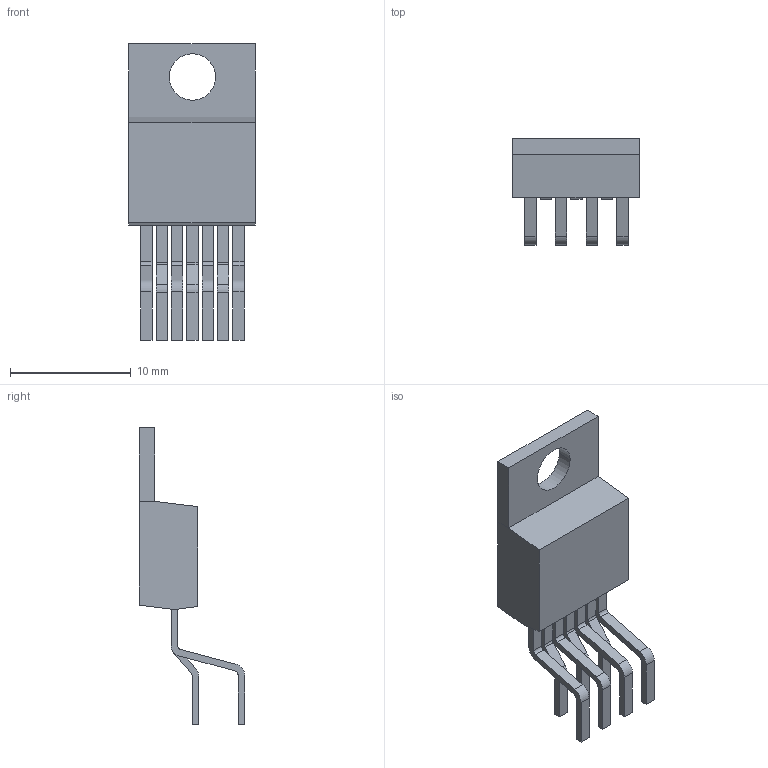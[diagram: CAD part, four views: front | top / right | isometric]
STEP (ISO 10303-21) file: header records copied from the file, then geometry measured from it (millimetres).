
FILE_DESCRIPTION((''),'2;1');
FILE_NAME('APEX_CX.stp','2014-07-01T12:26:05',(''),(''),'Mechanical Desktop 2011','Mechanical Desktop 2011',', , ');
FILE_SCHEMA(('AUTOMOTIVE_DESIGN { 1 2 10303 214 1 1 1 1 }'));
Length unit declared in the file: millimetre
Products named in the file (1): Product
Bounding box: 10.47 x 8.74 x 24.52 mm (x, y, z)
Volume: 546.2 mm3; surface area: 955.1 mm2
Topology: 9 solids, 9 shells, 124 faces, 316 edges, 210 vertices
Faces by surface type: plane 84, cylinder 30, bspline 10
Entity records: 3772 total; most frequent: CARTESIAN_POINT 681, ORIENTED_EDGE 632, DIRECTION 606, EDGE_CURVE 316, VECTOR 256, LINE 256, VERTEX_POINT 210, AXIS2_PLACEMENT_3D 175
